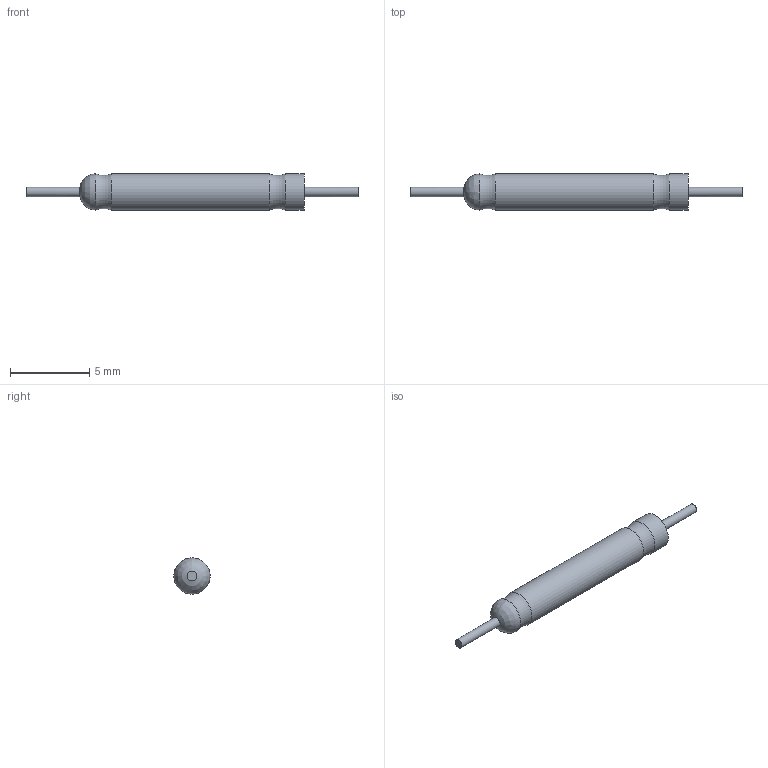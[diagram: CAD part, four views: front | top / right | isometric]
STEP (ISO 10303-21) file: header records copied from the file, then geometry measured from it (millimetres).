
FILE_DESCRIPTION(/* description */ (''),/* implementation_level */ '2;1');
FILE_NAME(/* name */ 'Reed-Switch.step',/* time_stamp */ '2020-12-20T14:53:26+01:00',/* author */ (''),/* organization */ (''),/* preprocessor_version */ 'ST-DEVELOPER v18.1',/* originating_system */ 'Autodesk Translation Framework v9.7.0.1280',/* authorisation */ '');
FILE_SCHEMA (('AUTOMOTIVE_DESIGN { 1 0 10303 214 3 1 1 }'));
Length unit declared in the file: millimetre
Products named in the file (1): reed
Bounding box: 21 x 2.3 x 2.3 mm (x, y, z)
Volume: 39.6 mm3; surface area: 207.2 mm2
Topology: 3 solids, 3 shells, 37 faces, 73 edges, 43 vertices
Faces by surface type: plane 27, cylinder 7, torus 2, bspline 1
Full cylindrical faces by diameter (mm): 0.6 x4, 1.6 x1, 2.3 x2
Entity records: 1005 total; most frequent: CARTESIAN_POINT 180, DIRECTION 177, ORIENTED_EDGE 146, EDGE_CURVE 73, AXIS2_PLACEMENT_3D 67, LINE 43, VECTOR 43, VERTEX_POINT 43
